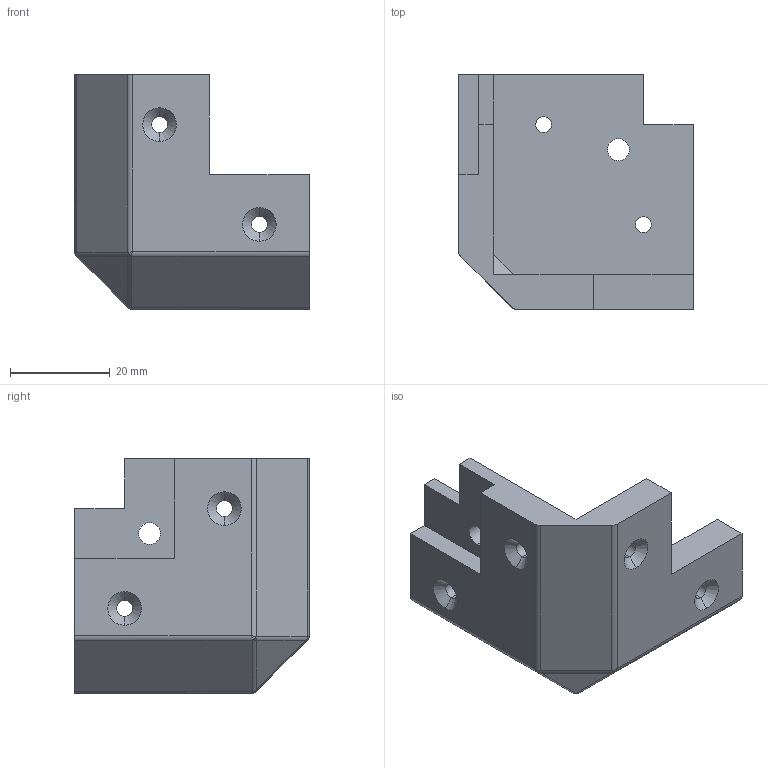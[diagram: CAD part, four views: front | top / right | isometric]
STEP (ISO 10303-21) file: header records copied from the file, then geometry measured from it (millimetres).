
FILE_DESCRIPTION (( 'STEP AP214' ), '1' );
FILE_NAME ('cornerCoverHINGE.STEP', '2025-06-16T15:08:00', ( '' ), ( '' ), 'SwSTEP 2.0', 'SolidWorks 2024', '' );
FILE_SCHEMA (( 'AUTOMOTIVE_DESIGN' ));
Length unit declared in the file: millimetre
Products named in the file (1): cornerCoverHINGE
Bounding box: 47 x 47 x 47 mm (x, y, z)
Volume: 25023.2 mm3; surface area: 11202.4 mm2
Topology: 1 solids, 1 shells, 69 faces, 189 edges, 116 vertices
Faces by surface type: plane 26, cylinder 25, cone 12, bspline 6
Entity records: 3012 total; most frequent: CARTESIAN_POINT 540, ORIENTED_EDGE 366, DIRECTION 334, EDGE_CURVE 183, VERTEX_POINT 116, AXIS2_PLACEMENT_3D 114, VECTOR 106, LINE 106
